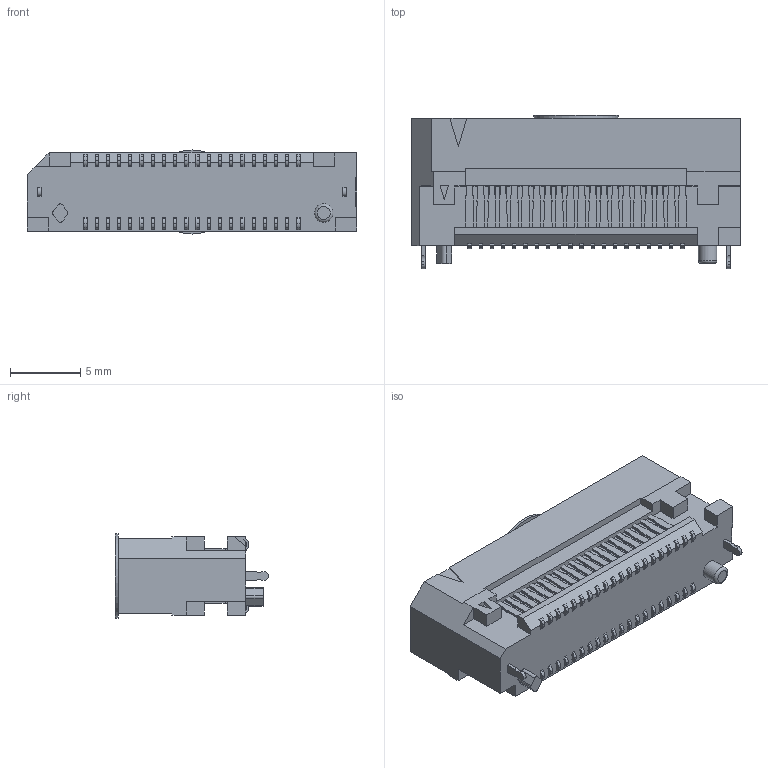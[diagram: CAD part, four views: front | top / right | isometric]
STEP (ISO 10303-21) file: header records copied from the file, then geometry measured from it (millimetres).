
FILE_DESCRIPTION(/* description */ ('STEP AP214'),/* implementation_level */ '2;1');
FILE_NAME(/* name */ 'ERF8-020-09.0-S-DV-K-TR',/* time_stamp */ '2023-03-21T19:33:27+01:00',/* author */ ('License CC BY-ND 4.0'),/* organization */ ('CADENAS'),/* preprocessor_version */ 'ST-DEVELOPER v19.3',/* originating_system */ 'PARTsolutions',/* authorisation */ ' ');
FILE_SCHEMA (('AUTOMOTIVE_DESIGN {1 0 10303 214 3 1 1}'));
Products named in the file (4): ERF8-020-09.0-S-DV-K-TR; ERF8-005-09.0-DVPFP; ERF8-C-211-09.0-020PN; ERF8-020-09.0-DV-KTR
Assembly tree (3 placements, depth 2):
  ERF8-020-09.0-S-DV-K-TR
    ERF8-005-09.0-DVPFP
    ERF8-C-211-09.0-020PN
    ERF8-020-09.0-DV-KTR
Bounding box: 23.5 x 10.93 x 6 mm (x, y, z)
Volume: 731.8 mm3; surface area: 1796.5 mm2
Topology: 3 solids, 3 shells, 2334 faces, 7040 edges, 4718 vertices
Faces by surface type: plane 1621, cylinder 712, torus 1
Full cylindrical faces by diameter (mm): 1.32 x1, 6 x1
Entity records: 82859 total; most frequent: CARTESIAN_POINT 14091, ORIENTED_EDGE 14072, DIRECTION 13137, EDGE_CURVE 7036, LINE 5611, VECTOR 5611, VERTEX_POINT 4717, AXIS2_PLACEMENT_3D 3763
